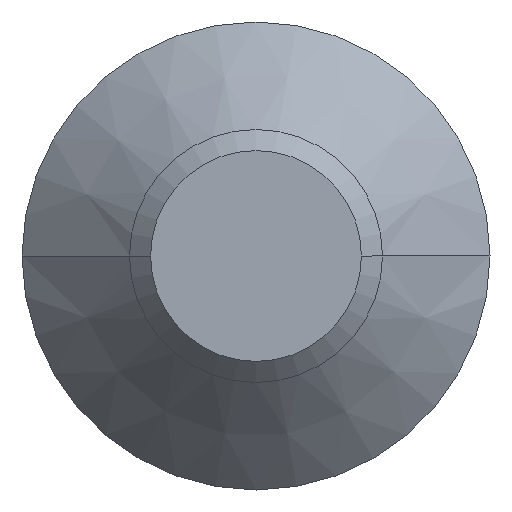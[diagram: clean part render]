
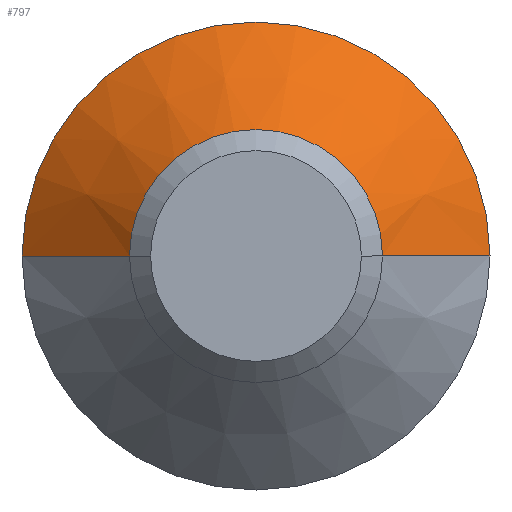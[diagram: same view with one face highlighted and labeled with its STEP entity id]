
A CAD part, front view. The second image highlights one B-rep face of the part: STEP entity #797.
In plain terms, the highlighted conical face has half-angle 45 degrees and reference radius 1.5 mm.
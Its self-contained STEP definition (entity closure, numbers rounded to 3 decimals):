
#98 = DIRECTION ( 'NONE',  ( -1., 0., 0. ) ) ;
#102 = AXIS2_PLACEMENT_3D ( 'NONE', #692, #285, #354 ) ;
#103 = CARTESIAN_POINT ( 'NONE',  ( 1.5, -1.9, 0. ) ) ;
#121 = EDGE_CURVE ( 'NONE', #260, #393, #534, .T. ) ;
#132 = LINE ( 'NONE', #103, #340 ) ;
#158 = DIRECTION ( 'NONE',  ( -1., 0., 0. ) ) ;
#165 = CARTESIAN_POINT ( 'NONE',  ( 0., -1.9, 0. ) ) ;
#189 = CIRCLE ( 'NONE', #102, 2.775 ) ;
#214 = VECTOR ( 'NONE', #873, 1000. ) ;
#219 = EDGE_CURVE ( 'NONE', #260, #666, #760, .T. ) ;
#260 = VERTEX_POINT ( 'NONE', #672 ) ;
#266 = EDGE_LOOP ( 'NONE', ( #312, #297, #613, #648 ) ) ;
#285 = DIRECTION ( 'NONE',  ( 0., 1., 0. ) ) ;
#297 = ORIENTED_EDGE ( 'NONE', *, *, #630, .T. ) ;
#312 = ORIENTED_EDGE ( 'NONE', *, *, #121, .T. ) ;
#325 = CARTESIAN_POINT ( 'NONE',  ( 1.5, -1.9, 0. ) ) ;
#340 = VECTOR ( 'NONE', #647, 1000. ) ;
#348 = AXIS2_PLACEMENT_3D ( 'NONE', #165, #568, #98 ) ;
#354 = DIRECTION ( 'NONE',  ( -1., 0., 0. ) ) ;
#393 = VERTEX_POINT ( 'NONE', #325 ) ;
#407 = EDGE_CURVE ( 'NONE', #666, #582, #189, .T. ) ;
#427 = CONICAL_SURFACE ( 'NONE', #608, 1.5, 0.785 ) ;
#429 = DIRECTION ( 'NONE',  ( 0., 1., 0. ) ) ;
#514 = CARTESIAN_POINT ( 'NONE',  ( -2.775, -0.625, 0. ) ) ;
#534 = CIRCLE ( 'NONE', #348, 1.5 ) ;
#568 = DIRECTION ( 'NONE',  ( 0., 1., 0. ) ) ;
#582 = VERTEX_POINT ( 'NONE', #845 ) ;
#608 = AXIS2_PLACEMENT_3D ( 'NONE', #833, #429, #158 ) ;
#613 = ORIENTED_EDGE ( 'NONE', *, *, #407, .F. ) ;
#630 = EDGE_CURVE ( 'NONE', #393, #582, #132, .T. ) ;
#647 = DIRECTION ( 'NONE',  ( 0.707, 0.707, 0. ) ) ;
#648 = ORIENTED_EDGE ( 'NONE', *, *, #219, .F. ) ;
#666 = VERTEX_POINT ( 'NONE', #514 ) ;
#672 = CARTESIAN_POINT ( 'NONE',  ( -1.5, -1.9, 0. ) ) ;
#692 = CARTESIAN_POINT ( 'NONE',  ( 0., -0.625, 0. ) ) ;
#759 = FACE_OUTER_BOUND ( 'NONE', #266, .T. ) ;
#760 = LINE ( 'NONE', #809, #214 ) ;
#797 = ADVANCED_FACE ( 'NONE', ( #759 ), #427, .T. ) ;
#809 = CARTESIAN_POINT ( 'NONE',  ( -1.5, -1.9, 0. ) ) ;
#833 = CARTESIAN_POINT ( 'NONE',  ( 0., -1.9, 0. ) ) ;
#845 = CARTESIAN_POINT ( 'NONE',  ( 2.775, -0.625, 0. ) ) ;
#873 = DIRECTION ( 'NONE',  ( -0.707, 0.707, 0. ) ) ;
